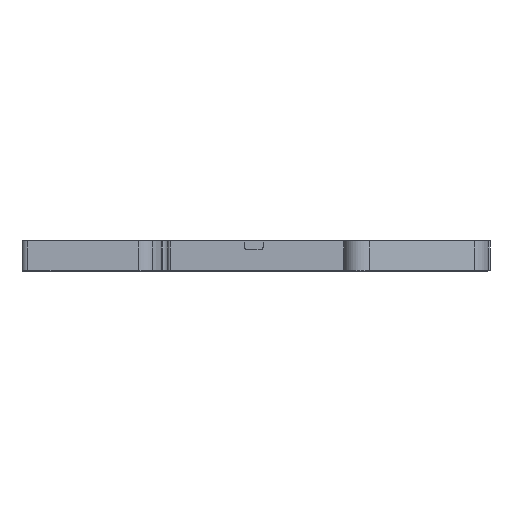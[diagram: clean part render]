
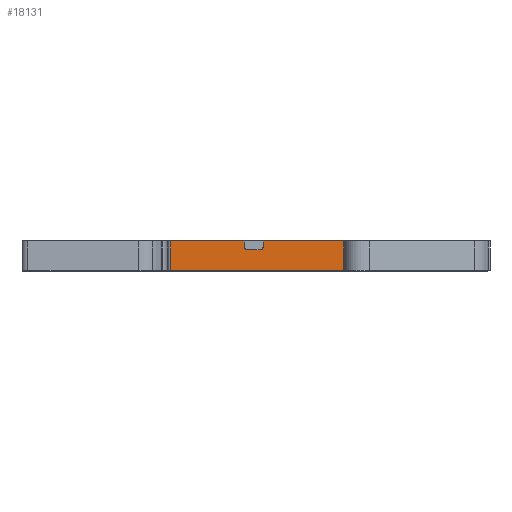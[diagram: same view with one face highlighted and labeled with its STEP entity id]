
A CAD part, front view. The second image highlights one B-rep face of the part: STEP entity #18131.
In plain terms, the highlighted planar face has unit normal (0, -1, 0).
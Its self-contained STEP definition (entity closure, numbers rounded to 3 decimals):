
#336 = EDGE_CURVE ( 'NONE', #6326, #5629, #8718, .T. ) ;
#535 = CARTESIAN_POINT ( 'NONE',  ( -1.678, 0., 3.65 ) ) ;
#1244 = ORIENTED_EDGE ( 'NONE', *, *, #336, .F. ) ;
#2123 = ORIENTED_EDGE ( 'NONE', *, *, #2551, .F. ) ;
#2447 = CARTESIAN_POINT ( 'NONE',  ( -2.178, 0., 3.65 ) ) ;
#2551 = EDGE_CURVE ( 'NONE', #15359, #20489, #21943, .T. ) ;
#2836 = DIRECTION ( 'NONE',  ( 0., 0., -1. ) ) ;
#2956 = DIRECTION ( 'NONE',  ( 0., 0., 1. ) ) ;
#3635 = DIRECTION ( 'NONE',  ( 0., 1., 0. ) ) ;
#3856 = DIRECTION ( 'NONE',  ( 0., 0., 1. ) ) ;
#4547 = VECTOR ( 'NONE', #29054, 1000. ) ;
#5629 = VERTEX_POINT ( 'NONE', #13161 ) ;
#5734 = CARTESIAN_POINT ( 'NONE',  ( 0.522, 0., 4.15 ) ) ;
#5748 = AXIS2_PLACEMENT_3D ( 'NONE', #29679, #3635, #6163 ) ;
#5841 = CARTESIAN_POINT ( 'NONE',  ( 0., 0., 0.15 ) ) ;
#5901 = CARTESIAN_POINT ( 'NONE',  ( 0., 0., 5.15 ) ) ;
#6163 = DIRECTION ( 'NONE',  ( 0., 0., -1. ) ) ;
#6326 = VERTEX_POINT ( 'NONE', #19324 ) ;
#6606 = VERTEX_POINT ( 'NONE', #7252 ) ;
#6617 = ORIENTED_EDGE ( 'NONE', *, *, #17179, .T. ) ;
#7252 = CARTESIAN_POINT ( 'NONE',  ( -14.794, 0., 5.15 ) ) ;
#7420 = ORIENTED_EDGE ( 'NONE', *, *, #28439, .F. ) ;
#7754 = LINE ( 'NONE', #25859, #4547 ) ;
#7786 = FACE_OUTER_BOUND ( 'NONE', #10458, .T. ) ;
#7918 = VERTEX_POINT ( 'NONE', #18179 ) ;
#8400 = LINE ( 'NONE', #16170, #21585 ) ;
#8455 = ORIENTED_EDGE ( 'NONE', *, *, #9795, .F. ) ;
#8718 = LINE ( 'NONE', #5841, #13542 ) ;
#9254 = CARTESIAN_POINT ( 'NONE',  ( 1.022, 0., 3.65 ) ) ;
#9544 = EDGE_CURVE ( 'NONE', #5629, #6606, #27720, .T. ) ;
#9795 = EDGE_CURVE ( 'NONE', #20489, #7918, #21991, .T. ) ;
#10458 = EDGE_LOOP ( 'NONE', ( #11556, #18292, #1244, #7420, #8455, #2123, #6617, #20480, #16806, #14180 ) ) ;
#10478 = PLANE ( 'NONE',  #27517 ) ;
#10810 = VERTEX_POINT ( 'NONE', #535 ) ;
#10967 = DIRECTION ( 'NONE',  ( 0., 1., 0. ) ) ;
#11556 = ORIENTED_EDGE ( 'NONE', *, *, #31971, .F. ) ;
#13053 = VECTOR ( 'NONE', #29726, 1000. ) ;
#13161 = CARTESIAN_POINT ( 'NONE',  ( -14.794, 0., 0.15 ) ) ;
#13542 = VECTOR ( 'NONE', #26010, 1000. ) ;
#13860 = CARTESIAN_POINT ( 'NONE',  ( 1.022, 0., 5.15 ) ) ;
#14180 = ORIENTED_EDGE ( 'NONE', *, *, #17828, .T. ) ;
#14696 = EDGE_CURVE ( 'NONE', #10810, #14775, #28444, .T. ) ;
#14775 = VERTEX_POINT ( 'NONE', #32552 ) ;
#15280 = VECTOR ( 'NONE', #27247, 1000. ) ;
#15330 = CARTESIAN_POINT ( 'NONE',  ( 0., 0., 5.15 ) ) ;
#15359 = VERTEX_POINT ( 'NONE', #29600 ) ;
#15974 = CARTESIAN_POINT ( 'NONE',  ( -2.178, 0., 5.15 ) ) ;
#16170 = CARTESIAN_POINT ( 'NONE',  ( 15.352, 0., 5.15 ) ) ;
#16806 = ORIENTED_EDGE ( 'NONE', *, *, #14696, .T. ) ;
#17179 = EDGE_CURVE ( 'NONE', #15359, #32094, #17195, .T. ) ;
#17195 = CIRCLE ( 'NONE', #29089, 0.5 ) ;
#17809 = VECTOR ( 'NONE', #2956, 1000. ) ;
#17828 = EDGE_CURVE ( 'NONE', #14775, #18979, #28506, .T. ) ;
#18061 = DIRECTION ( 'NONE',  ( 1., 0., 0. ) ) ;
#18131 = ADVANCED_FACE ( 'NONE', ( #7786 ), #10478, .F. ) ;
#18179 = CARTESIAN_POINT ( 'NONE',  ( 15.352, 0., 5.15 ) ) ;
#18292 = ORIENTED_EDGE ( 'NONE', *, *, #9544, .F. ) ;
#18979 = VERTEX_POINT ( 'NONE', #15974 ) ;
#19292 = CARTESIAN_POINT ( 'NONE',  ( 0., 0., 5.15 ) ) ;
#19324 = CARTESIAN_POINT ( 'NONE',  ( 15.352, 0., 0.15 ) ) ;
#19722 = EDGE_CURVE ( 'NONE', #10810, #32094, #7754, .T. ) ;
#20480 = ORIENTED_EDGE ( 'NONE', *, *, #19722, .F. ) ;
#20489 = VERTEX_POINT ( 'NONE', #13860 ) ;
#20824 = DIRECTION ( 'NONE',  ( 0., 1., 0. ) ) ;
#21309 = DIRECTION ( 'NONE',  ( 1., 0., 0. ) ) ;
#21585 = VECTOR ( 'NONE', #2836, 1000. ) ;
#21833 = VECTOR ( 'NONE', #3856, 1000. ) ;
#21943 = LINE ( 'NONE', #9254, #13053 ) ;
#21991 = LINE ( 'NONE', #19292, #15280 ) ;
#23098 = VECTOR ( 'NONE', #18061, 1000. ) ;
#23628 = LINE ( 'NONE', #15330, #23098 ) ;
#25009 = CARTESIAN_POINT ( 'NONE',  ( -14.794, 0., -11.871 ) ) ;
#25859 = CARTESIAN_POINT ( 'NONE',  ( -2.178, 0., 3.65 ) ) ;
#26010 = DIRECTION ( 'NONE',  ( -1., 0., 0. ) ) ;
#26561 = DIRECTION ( 'NONE',  ( 1., 0., 0. ) ) ;
#26988 = CARTESIAN_POINT ( 'NONE',  ( 0.522, 0., 3.65 ) ) ;
#27247 = DIRECTION ( 'NONE',  ( 1., 0., 0. ) ) ;
#27517 = AXIS2_PLACEMENT_3D ( 'NONE', #5901, #20824, #26561 ) ;
#27720 = LINE ( 'NONE', #25009, #21833 ) ;
#28439 = EDGE_CURVE ( 'NONE', #7918, #6326, #8400, .T. ) ;
#28444 = CIRCLE ( 'NONE', #5748, 0.5 ) ;
#28506 = LINE ( 'NONE', #2447, #17809 ) ;
#29054 = DIRECTION ( 'NONE',  ( 1., 0., 0. ) ) ;
#29089 = AXIS2_PLACEMENT_3D ( 'NONE', #5734, #10967, #21309 ) ;
#29600 = CARTESIAN_POINT ( 'NONE',  ( 1.022, 0., 4.15 ) ) ;
#29679 = CARTESIAN_POINT ( 'NONE',  ( -1.678, 0., 4.15 ) ) ;
#29726 = DIRECTION ( 'NONE',  ( 0., 0., 1. ) ) ;
#31971 = EDGE_CURVE ( 'NONE', #6606, #18979, #23628, .T. ) ;
#32094 = VERTEX_POINT ( 'NONE', #26988 ) ;
#32552 = CARTESIAN_POINT ( 'NONE',  ( -2.178, 0., 4.15 ) ) ;
